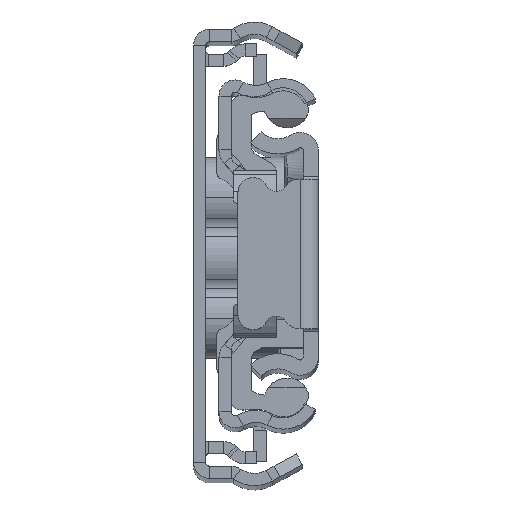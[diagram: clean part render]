
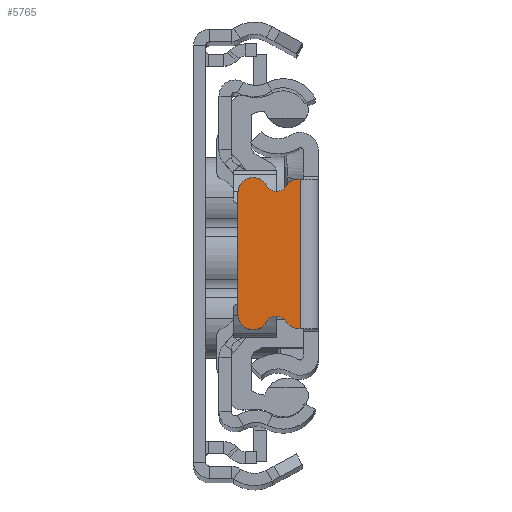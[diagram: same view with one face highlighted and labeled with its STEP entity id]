
A CAD part, top view. The second image highlights one B-rep face of the part: STEP entity #5765.
In plain terms, the highlighted planar face has unit normal (0, 0, 1).
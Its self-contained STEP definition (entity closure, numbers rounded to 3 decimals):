
#18 = CARTESIAN_POINT ( 'NONE',  ( -1.929, 5.87, 0. ) ) ;
#176 = EDGE_CURVE ( 'NONE', #10990, #2300, #8989, .T. ) ;
#725 = VERTEX_POINT ( 'NONE', #9451 ) ;
#1038 = LINE ( 'NONE', #6634, #8348 ) ;
#1251 = ORIENTED_EDGE ( 'NONE', *, *, #19211, .F. ) ;
#1622 = ORIENTED_EDGE ( 'NONE', *, *, #10587, .T. ) ;
#1837 = VERTEX_POINT ( 'NONE', #21760 ) ;
#2300 = VERTEX_POINT ( 'NONE', #3358 ) ;
#2834 = AXIS2_PLACEMENT_3D ( 'NONE', #17647, #23263, #14011 ) ;
#2852 = VECTOR ( 'NONE', #24133, 1000. ) ;
#2864 = CARTESIAN_POINT ( 'NONE',  ( -1.929, -7.37, 0. ) ) ;
#2993 = CARTESIAN_POINT ( 'NONE',  ( -7.929, 6., 0. ) ) ;
#3353 = ORIENTED_EDGE ( 'NONE', *, *, #14167, .T. ) ;
#3358 = CARTESIAN_POINT ( 'NONE',  ( -1.75, 7.37, 0. ) ) ;
#3609 = AXIS2_PLACEMENT_3D ( 'NONE', #18, #3883, #5868 ) ;
#3618 = EDGE_CURVE ( 'NONE', #10346, #15252, #15195, .T. ) ;
#3883 = DIRECTION ( 'NONE',  ( 0., 0., 1. ) ) ;
#3985 = CIRCLE ( 'NONE', #17973, 1.5 ) ;
#4188 = DIRECTION ( 'NONE',  ( 1., 0., 0. ) ) ;
#4421 = FACE_OUTER_BOUND ( 'NONE', #8260, .T. ) ;
#4579 = LINE ( 'NONE', #12083, #22841 ) ;
#4872 = EDGE_CURVE ( 'NONE', #725, #1837, #6253, .T. ) ;
#5182 = DIRECTION ( 'NONE',  ( 0., 0., 1. ) ) ;
#5217 = CIRCLE ( 'NONE', #2834, 1.1 ) ;
#5765 = ADVANCED_FACE ( 'NONE', ( #4421 ), #22937, .T. ) ;
#5868 = DIRECTION ( 'NONE',  ( -1., 0., 0. ) ) ;
#6154 = DIRECTION ( 'NONE',  ( 0., 0., 1. ) ) ;
#6253 = CIRCLE ( 'NONE', #8657, 1.1 ) ;
#6623 = DIRECTION ( 'NONE',  ( 0., 0., 1. ) ) ;
#6634 = CARTESIAN_POINT ( 'NONE',  ( -7.929, -6., 0. ) ) ;
#6901 = VERTEX_POINT ( 'NONE', #13932 ) ;
#7836 = VERTEX_POINT ( 'NONE', #2993 ) ;
#7897 = VERTEX_POINT ( 'NONE', #2864 ) ;
#8246 = ORIENTED_EDGE ( 'NONE', *, *, #21662, .F. ) ;
#8260 = EDGE_LOOP ( 'NONE', ( #8246, #8636, #16238, #12863, #9193, #3353, #17214, #23012, #1622, #1251 ) ) ;
#8348 = VECTOR ( 'NONE', #20041, 1000. ) ;
#8636 = ORIENTED_EDGE ( 'NONE', *, *, #176, .F. ) ;
#8657 = AXIS2_PLACEMENT_3D ( 'NONE', #24499, #13249, #22738 ) ;
#8738 = CARTESIAN_POINT ( 'NONE',  ( -1.929, 7.37, 0. ) ) ;
#8989 = LINE ( 'NONE', #8738, #2852 ) ;
#9028 = DIRECTION ( 'NONE',  ( -1., 0., 0. ) ) ;
#9177 = DIRECTION ( 'NONE',  ( 1., 0., 0. ) ) ;
#9193 = ORIENTED_EDGE ( 'NONE', *, *, #18225, .T. ) ;
#9451 = CARTESIAN_POINT ( 'NONE',  ( -3.206, 6.658, 0. ) ) ;
#10047 = DIRECTION ( 'NONE',  ( 0., 0., 1. ) ) ;
#10159 = CARTESIAN_POINT ( 'NONE',  ( -5.109, -6.713, 0. ) ) ;
#10346 = VERTEX_POINT ( 'NONE', #17168 ) ;
#10587 = EDGE_CURVE ( 'NONE', #23520, #7897, #15641, .T. ) ;
#10841 = EDGE_CURVE ( 'NONE', #10990, #725, #18393, .T. ) ;
#10990 = VERTEX_POINT ( 'NONE', #12127 ) ;
#11179 = AXIS2_PLACEMENT_3D ( 'NONE', #13915, #6154, #21531 ) ;
#11855 = EDGE_CURVE ( 'NONE', #15252, #23520, #5217, .T. ) ;
#12083 = CARTESIAN_POINT ( 'NONE',  ( -1.75, 0., 0. ) ) ;
#12127 = CARTESIAN_POINT ( 'NONE',  ( -1.929, 7.37, 0. ) ) ;
#12863 = ORIENTED_EDGE ( 'NONE', *, *, #4872, .T. ) ;
#12928 = LINE ( 'NONE', #16430, #17655 ) ;
#13249 = DIRECTION ( 'NONE',  ( 0., 0., -1. ) ) ;
#13915 = CARTESIAN_POINT ( 'NONE',  ( -1.929, -5.87, 0. ) ) ;
#13932 = CARTESIAN_POINT ( 'NONE',  ( -1.75, -7.37, 0. ) ) ;
#14011 = DIRECTION ( 'NONE',  ( -1., 0., 0. ) ) ;
#14167 = EDGE_CURVE ( 'NONE', #7836, #10346, #1038, .T. ) ;
#15195 = CIRCLE ( 'NONE', #18400, 1.5 ) ;
#15252 = VERTEX_POINT ( 'NONE', #10159 ) ;
#15641 = CIRCLE ( 'NONE', #11179, 1.5 ) ;
#16238 = ORIENTED_EDGE ( 'NONE', *, *, #10841, .T. ) ;
#16430 = CARTESIAN_POINT ( 'NONE',  ( -1.929, -7.37, 0. ) ) ;
#16699 = CARTESIAN_POINT ( 'NONE',  ( -6.429, -6., 0. ) ) ;
#17168 = CARTESIAN_POINT ( 'NONE',  ( -7.929, -6., 0. ) ) ;
#17214 = ORIENTED_EDGE ( 'NONE', *, *, #3618, .T. ) ;
#17647 = CARTESIAN_POINT ( 'NONE',  ( -4.142, -7.236, 0. ) ) ;
#17655 = VECTOR ( 'NONE', #9028, 1000. ) ;
#17973 = AXIS2_PLACEMENT_3D ( 'NONE', #22264, #6623, #24597 ) ;
#18225 = EDGE_CURVE ( 'NONE', #1837, #7836, #3985, .T. ) ;
#18393 = CIRCLE ( 'NONE', #3609, 1.5 ) ;
#18400 = AXIS2_PLACEMENT_3D ( 'NONE', #16699, #5182, #9177 ) ;
#19211 = EDGE_CURVE ( 'NONE', #6901, #7897, #12928, .T. ) ;
#19688 = CARTESIAN_POINT ( 'NONE',  ( 244.071, 0., 0. ) ) ;
#20041 = DIRECTION ( 'NONE',  ( 0., -1., 0. ) ) ;
#21531 = DIRECTION ( 'NONE',  ( 1., 0., 0. ) ) ;
#21662 = EDGE_CURVE ( 'NONE', #2300, #6901, #4579, .T. ) ;
#21760 = CARTESIAN_POINT ( 'NONE',  ( -5.109, 6.713, 0. ) ) ;
#22077 = DIRECTION ( 'NONE',  ( 0., -1., 0. ) ) ;
#22264 = CARTESIAN_POINT ( 'NONE',  ( -6.429, 6., 0. ) ) ;
#22502 = AXIS2_PLACEMENT_3D ( 'NONE', #19688, #10047, #4188 ) ;
#22738 = DIRECTION ( 'NONE',  ( 1., 0., 0. ) ) ;
#22841 = VECTOR ( 'NONE', #22077, 1000. ) ;
#22937 = PLANE ( 'NONE',  #22502 ) ;
#23012 = ORIENTED_EDGE ( 'NONE', *, *, #11855, .T. ) ;
#23263 = DIRECTION ( 'NONE',  ( 0., 0., -1. ) ) ;
#23520 = VERTEX_POINT ( 'NONE', #24297 ) ;
#24133 = DIRECTION ( 'NONE',  ( 1., 0., 0. ) ) ;
#24297 = CARTESIAN_POINT ( 'NONE',  ( -3.206, -6.658, 0. ) ) ;
#24499 = CARTESIAN_POINT ( 'NONE',  ( -4.142, 7.236, 0. ) ) ;
#24597 = DIRECTION ( 'NONE',  ( -1., 0., 0. ) ) ;
